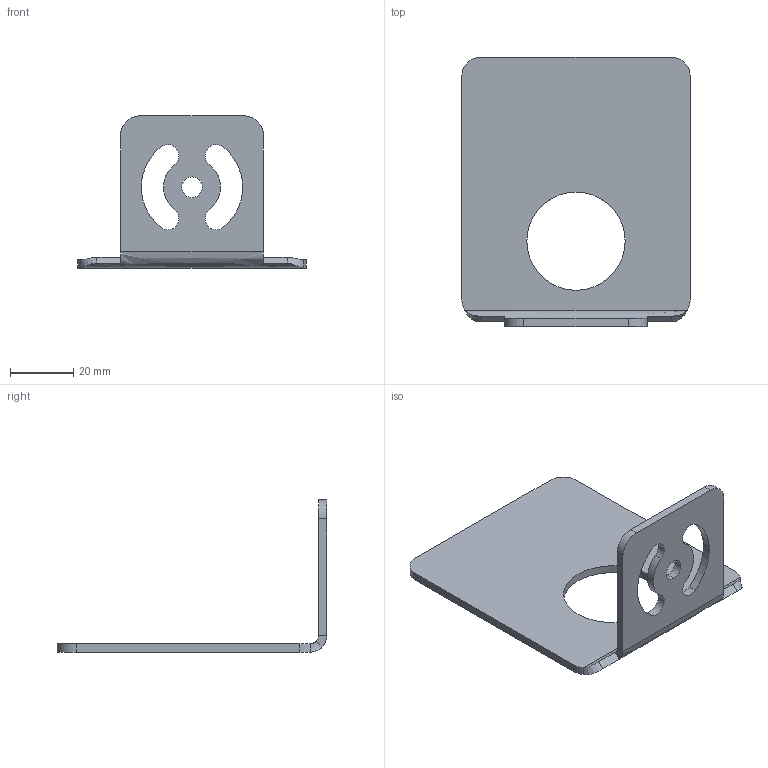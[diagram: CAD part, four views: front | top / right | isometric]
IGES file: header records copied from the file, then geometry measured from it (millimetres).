
Start section:  PTC IGES file: 141789.igs
Global section: file name: 141789.igs; native system: Pro/ENGINEER by Parametric Technology Corporation; preprocessor: 2006170; author: banengservice; organization: Unknown; date: 20080811.092313; units: inch
Bounding box: 72 x 85 x 48 mm (x, y, z)
Volume: 17668.4 mm3; surface area: 15259.3 mm2
Topology: 1 solids, 1 shells, 393 faces, 1117 edges, 742 vertices
Faces by surface type: bspline 373, revolution 20
